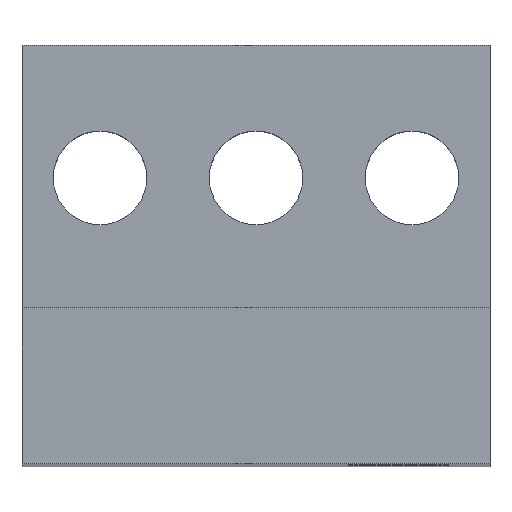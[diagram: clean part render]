
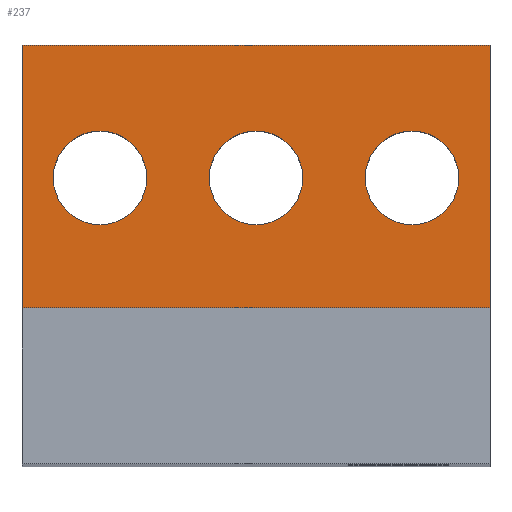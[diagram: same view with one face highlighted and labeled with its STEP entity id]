
A CAD part, top view. The second image highlights one B-rep face of the part: STEP entity #237.
In plain terms, the highlighted planar face has unit normal (0, 0, 1).
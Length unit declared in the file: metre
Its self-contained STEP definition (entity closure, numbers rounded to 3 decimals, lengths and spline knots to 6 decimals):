
#22=CIRCLE('',#269,0.0015);
#23=CIRCLE('',#270,0.0015);
#24=CIRCLE('',#271,0.0015);
#50=ORIENTED_EDGE('',*,*,#101,.F.);
#51=ORIENTED_EDGE('',*,*,#102,.F.);
#52=ORIENTED_EDGE('',*,*,#103,.F.);
#53=ORIENTED_EDGE('',*,*,#85,.F.);
#54=ORIENTED_EDGE('',*,*,#104,.F.);
#55=ORIENTED_EDGE('',*,*,#105,.F.);
#56=ORIENTED_EDGE('',*,*,#106,.T.);
#85=EDGE_CURVE('',#113,#114,#135,.T.);
#101=EDGE_CURVE('',#126,#126,#22,.T.);
#102=EDGE_CURVE('',#127,#127,#23,.T.);
#103=EDGE_CURVE('',#128,#128,#24,.T.);
#104=EDGE_CURVE('',#129,#113,#146,.T.);
#105=EDGE_CURVE('',#130,#129,#147,.T.);
#106=EDGE_CURVE('',#130,#114,#148,.T.);
#113=VERTEX_POINT('',#354);
#114=VERTEX_POINT('',#356);
#126=VERTEX_POINT('',#388);
#127=VERTEX_POINT('',#390);
#128=VERTEX_POINT('',#392);
#129=VERTEX_POINT('',#394);
#130=VERTEX_POINT('',#396);
#135=LINE('',#355,#153);
#146=LINE('',#393,#164);
#147=LINE('',#395,#165);
#148=LINE('',#397,#166);
#153=VECTOR('',#288,1.);
#164=VECTOR('',#323,1.);
#165=VECTOR('',#324,1.);
#166=VECTOR('',#325,1.);
#178=EDGE_LOOP('',(#50));
#179=EDGE_LOOP('',(#51));
#180=EDGE_LOOP('',(#52));
#181=EDGE_LOOP('',(#53,#54,#55,#56));
#206=FACE_BOUND('',#178,.T.);
#207=FACE_BOUND('',#179,.T.);
#208=FACE_BOUND('',#180,.T.);
#209=FACE_BOUND('',#181,.T.);
#229=PLANE('',#268);
#237=ADVANCED_FACE('',(#206,#207,#208,#209),#229,.T.);
#268=AXIS2_PLACEMENT_3D('',#386,#315,#316);
#269=AXIS2_PLACEMENT_3D('',#387,#317,#318);
#270=AXIS2_PLACEMENT_3D('',#389,#319,#320);
#271=AXIS2_PLACEMENT_3D('',#391,#321,#322);
#288=DIRECTION('',(0.,-1.,0.));
#315=DIRECTION('',(0.,0.,1.));
#316=DIRECTION('',(1.,0.,0.));
#317=DIRECTION('',(0.,0.,1.));
#318=DIRECTION('',(1.,0.,0.));
#319=DIRECTION('',(0.,0.,1.));
#320=DIRECTION('',(1.,0.,0.));
#321=DIRECTION('',(0.,0.,1.));
#322=DIRECTION('',(1.,0.,0.));
#323=DIRECTION('',(1.,0.,0.));
#324=DIRECTION('',(0.,1.,0.));
#325=DIRECTION('',(1.,0.,0.));
#354=CARTESIAN_POINT('',(0.0225,-0.009,0.005));
#355=CARTESIAN_POINT('',(0.0225,-0.0025,0.005));
#356=CARTESIAN_POINT('',(0.0225,-0.0175,0.005));
#386=CARTESIAN_POINT('',(-0.0025,0.01,0.005));
#387=CARTESIAN_POINT('',(0.01,-0.01325,0.005));
#388=CARTESIAN_POINT('',(0.0115,-0.01325,0.005));
#389=CARTESIAN_POINT('',(0.015,-0.01325,0.005));
#390=CARTESIAN_POINT('',(0.0165,-0.01325,0.005));
#391=CARTESIAN_POINT('',(0.02,-0.01325,0.005));
#392=CARTESIAN_POINT('',(0.0215,-0.01325,0.005));
#393=CARTESIAN_POINT('',(0.00425,-0.009,0.005));
#394=CARTESIAN_POINT('',(0.0075,-0.009,0.005));
#395=CARTESIAN_POINT('',(0.0075,0.01,0.005));
#396=CARTESIAN_POINT('',(0.0075,-0.0175,0.005));
#397=CARTESIAN_POINT('',(0.0025,-0.0175,0.005));
